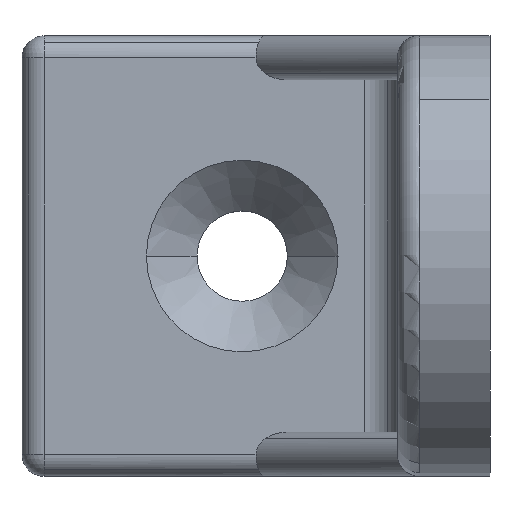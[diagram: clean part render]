
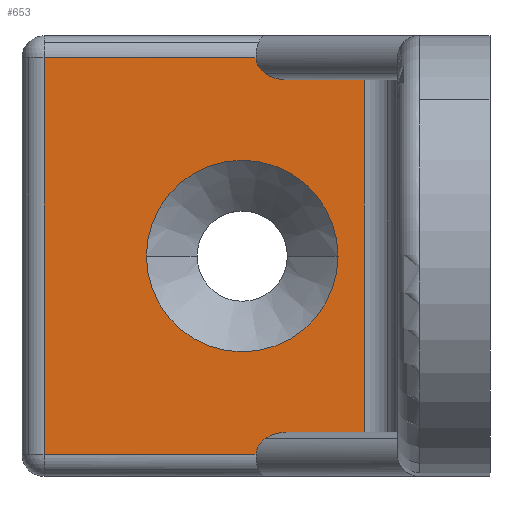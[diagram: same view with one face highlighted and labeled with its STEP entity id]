
A CAD part, top view. The second image highlights one B-rep face of the part: STEP entity #653.
In plain terms, the highlighted planar face has unit normal (0, 0, 1).
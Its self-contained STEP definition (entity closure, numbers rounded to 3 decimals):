
#4 = EDGE_CURVE ( 'NONE', #1063, #1002, #478, .T. ) ;
#11 = CARTESIAN_POINT ( 'NONE',  ( -20.422, -16.586, 8.4 ) ) ;
#17 = EDGE_CURVE ( 'NONE', #123, #1295, #595, .T. ) ;
#49 = CARTESIAN_POINT ( 'NONE',  ( -18.422, -16., 8.4 ) ) ;
#58 = DIRECTION ( 'NONE',  ( -1., 0., 0. ) ) ;
#63 = DIRECTION ( 'NONE',  ( 0., -1., 0. ) ) ;
#76 = DIRECTION ( 'NONE',  ( 1., 0., 0. ) ) ;
#100 = ORIENTED_EDGE ( 'NONE', *, *, #887, .F. ) ;
#102 = AXIS2_PLACEMENT_3D ( 'NONE', #602, #915, #76 ) ;
#114 = CARTESIAN_POINT ( 'NONE',  ( -20.959, 16.966, 8.4 ) ) ;
#115 = ORIENTED_EDGE ( 'NONE', *, *, #1110, .T. ) ;
#123 = VERTEX_POINT ( 'NONE', #1240 ) ;
#136 = CARTESIAN_POINT ( 'NONE',  ( -20.422, -16.586, 8.4 ) ) ;
#148 = EDGE_LOOP ( 'NONE', ( #681, #434, #100, #1148, #1281, #115, #431, #905, #1074, #309 ) ) ;
#160 = DIRECTION ( 'NONE',  ( 1., 0., 0. ) ) ;
#163 = CARTESIAN_POINT ( 'NONE',  ( -21.25, -18., 8.4 ) ) ;
#173 = ORIENTED_EDGE ( 'NONE', *, *, #578, .F. ) ;
#230 = CIRCLE ( 'NONE', #476, 8.7 ) ;
#235 = CARTESIAN_POINT ( 'NONE',  ( -18.422, -16., 8.4 ) ) ;
#252 = VERTEX_POINT ( 'NONE', #492 ) ;
#258 = CARTESIAN_POINT ( 'NONE',  ( -18.422, 16., 8.4 ) ) ;
#286 = EDGE_CURVE ( 'NONE', #252, #484, #677, .T. ) ;
#294 = DIRECTION ( 'NONE',  ( 1., 0., 0. ) ) ;
#308 = VECTOR ( 'NONE', #63, 1000. ) ;
#309 = ORIENTED_EDGE ( 'NONE', *, *, #1290, .F. ) ;
#323 = CARTESIAN_POINT ( 'NONE',  ( -21.25, 18., 8.4 ) ) ;
#344 = AXIS2_PLACEMENT_3D ( 'NONE', #606, #1244, #294 ) ;
#355 = VERTEX_POINT ( 'NONE', #235 ) ;
#356 = EDGE_CURVE ( 'NONE', #1358, #252, #762, .T. ) ;
#361 = CARTESIAN_POINT ( 'NONE',  ( -11.4, 16., 8.4 ) ) ;
#386 = CIRCLE ( 'NONE', #102, 8.7 ) ;
#424 = LINE ( 'NONE', #361, #1229 ) ;
#430 = DIRECTION ( 'NONE',  ( 0., 0., 1. ) ) ;
#431 = ORIENTED_EDGE ( 'NONE', *, *, #838, .F. ) ;
#434 = ORIENTED_EDGE ( 'NONE', *, *, #356, .F. ) ;
#439 = CARTESIAN_POINT ( 'NONE',  ( -19.884, 16.206, 8.4 ) ) ;
#450 = VERTEX_POINT ( 'NONE', #258 ) ;
#457 = FACE_OUTER_BOUND ( 'NONE', #148, .T. ) ;
#476 = AXIS2_PLACEMENT_3D ( 'NONE', #975, #430, #1378 ) ;
#478 =( BOUNDED_CURVE ( )  B_SPLINE_CURVE ( 3, ( #323, #673, #114, #870 ),
 .UNSPECIFIED., .F., .F. ) 
 B_SPLINE_CURVE_WITH_KNOTS ( ( 4, 4 ),
 ( 0., 0.785 ),
 .UNSPECIFIED. ) 
 CURVE ( )  GEOMETRIC_REPRESENTATION_ITEM ( )  RATIONAL_B_SPLINE_CURVE ( ( 1., 0.949, 0.949, 1. ) ) 
 REPRESENTATION_ITEM ( '' )  );
#482 = CARTESIAN_POINT ( 'NONE',  ( -40.5, -18., 8.4 ) ) ;
#484 = VERTEX_POINT ( 'NONE', #482 ) ;
#492 = CARTESIAN_POINT ( 'NONE',  ( -21.25, -18., 8.4 ) ) ;
#539 = CARTESIAN_POINT ( 'NONE',  ( -18.422, 16., 8.4 ) ) ;
#545 = CARTESIAN_POINT ( 'NONE',  ( -19.182, 16., 8.4 ) ) ;
#570 = CARTESIAN_POINT ( 'NONE',  ( -13.8, 0., 8.4 ) ) ;
#578 = EDGE_CURVE ( 'NONE', #767, #994, #386, .T. ) ;
#595 = LINE ( 'NONE', #717, #308 ) ;
#596 = EDGE_CURVE ( 'NONE', #1135, #1063, #1018, .T. ) ;
#602 = CARTESIAN_POINT ( 'NONE',  ( -22.5, 0., 8.4 ) ) ;
#604 = VECTOR ( 'NONE', #160, 1000. ) ;
#606 = CARTESIAN_POINT ( 'NONE',  ( -21.25, 0., 8.4 ) ) ;
#653 = ADVANCED_FACE ( 'NONE', ( #457, #1247 ), #822, .T. ) ;
#657 = CARTESIAN_POINT ( 'NONE',  ( -19.182, -16., 8.4 ) ) ;
#669 = CARTESIAN_POINT ( 'NONE',  ( -21.25, 18., 8.4 ) ) ;
#673 = CARTESIAN_POINT ( 'NONE',  ( -21.25, 17.462, 8.4 ) ) ;
#677 = LINE ( 'NONE', #163, #955 ) ;
#681 = ORIENTED_EDGE ( 'NONE', *, *, #286, .F. ) ;
#687 = DIRECTION ( 'NONE',  ( -1., 0., 0. ) ) ;
#717 = CARTESIAN_POINT ( 'NONE',  ( -11.4, 16., 8.4 ) ) ;
#762 =( BOUNDED_CURVE ( )  B_SPLINE_CURVE ( 3, ( #136, #979, #1185, #872 ),
 .UNSPECIFIED., .F., .F. ) 
 B_SPLINE_CURVE_WITH_KNOTS ( ( 4, 4 ),
 ( 5.498, 6.283 ),
 .UNSPECIFIED. ) 
 CURVE ( )  GEOMETRIC_REPRESENTATION_ITEM ( )  RATIONAL_B_SPLINE_CURVE ( ( 1., 0.949, 0.949, 1. ) ) 
 REPRESENTATION_ITEM ( '' )  );
#767 = VERTEX_POINT ( 'NONE', #1260 ) ;
#784 = CARTESIAN_POINT ( 'NONE',  ( -40.5, 18., 8.4 ) ) ;
#800 = CARTESIAN_POINT ( 'NONE',  ( -11.4, -16., 8.4 ) ) ;
#822 = PLANE ( 'NONE',  #344 ) ;
#838 = EDGE_CURVE ( 'NONE', #1002, #450, #1151, .T. ) ;
#841 = CARTESIAN_POINT ( 'NONE',  ( -18.422, -16., 8.4 ) ) ;
#857 = LINE ( 'NONE', #1031, #894 ) ;
#862 = CARTESIAN_POINT ( 'NONE',  ( -19.884, -16.206, 8.4 ) ) ;
#870 = CARTESIAN_POINT ( 'NONE',  ( -20.422, 16.586, 8.4 ) ) ;
#872 = CARTESIAN_POINT ( 'NONE',  ( -21.25, -18., 8.4 ) ) ;
#887 = EDGE_CURVE ( 'NONE', #355, #1358, #908, .T. ) ;
#894 = VECTOR ( 'NONE', #1136, 1000. ) ;
#900 = ORIENTED_EDGE ( 'NONE', *, *, #957, .F. ) ;
#905 = ORIENTED_EDGE ( 'NONE', *, *, #4, .F. ) ;
#908 =( BOUNDED_CURVE ( )  B_SPLINE_CURVE ( 3, ( #841, #657, #862, #11 ),
 .UNSPECIFIED., .F., .F. ) 
 B_SPLINE_CURVE_WITH_KNOTS ( ( 4, 4 ),
 ( 4.712, 5.498 ),
 .UNSPECIFIED. ) 
 CURVE ( )  GEOMETRIC_REPRESENTATION_ITEM ( )  RATIONAL_B_SPLINE_CURVE ( ( 1., 0.949, 0.949, 1. ) ) 
 REPRESENTATION_ITEM ( '' )  );
#915 = DIRECTION ( 'NONE',  ( 0., 0., 1. ) ) ;
#916 = VECTOR ( 'NONE', #1025, 1000. ) ;
#931 = CARTESIAN_POINT ( 'NONE',  ( -20.422, -16.586, 8.4 ) ) ;
#950 = LINE ( 'NONE', #49, #604 ) ;
#955 = VECTOR ( 'NONE', #58, 1000. ) ;
#957 = EDGE_CURVE ( 'NONE', #994, #767, #230, .T. ) ;
#975 = CARTESIAN_POINT ( 'NONE',  ( -22.5, 0., 8.4 ) ) ;
#979 = CARTESIAN_POINT ( 'NONE',  ( -20.959, -16.966, 8.4 ) ) ;
#991 = CARTESIAN_POINT ( 'NONE',  ( -20.422, 16.586, 8.4 ) ) ;
#994 = VERTEX_POINT ( 'NONE', #570 ) ;
#1002 = VERTEX_POINT ( 'NONE', #991 ) ;
#1018 = LINE ( 'NONE', #1131, #916 ) ;
#1025 = DIRECTION ( 'NONE',  ( 1., 0., 0. ) ) ;
#1031 = CARTESIAN_POINT ( 'NONE',  ( -40.5, -18., 8.4 ) ) ;
#1063 = VERTEX_POINT ( 'NONE', #669 ) ;
#1074 = ORIENTED_EDGE ( 'NONE', *, *, #596, .F. ) ;
#1110 = EDGE_CURVE ( 'NONE', #123, #450, #424, .T. ) ;
#1131 = CARTESIAN_POINT ( 'NONE',  ( -40.5, 18., 8.4 ) ) ;
#1135 = VERTEX_POINT ( 'NONE', #784 ) ;
#1136 = DIRECTION ( 'NONE',  ( 0., 1., 0. ) ) ;
#1148 = ORIENTED_EDGE ( 'NONE', *, *, #1186, .T. ) ;
#1151 =( BOUNDED_CURVE ( )  B_SPLINE_CURVE ( 3, ( #1167, #439, #545, #539 ),
 .UNSPECIFIED., .F., .F. ) 
 B_SPLINE_CURVE_WITH_KNOTS ( ( 4, 4 ),
 ( 0.785, 1.571 ),
 .UNSPECIFIED. ) 
 CURVE ( )  GEOMETRIC_REPRESENTATION_ITEM ( )  RATIONAL_B_SPLINE_CURVE ( ( 1., 0.949, 0.949, 1. ) ) 
 REPRESENTATION_ITEM ( '' )  );
#1167 = CARTESIAN_POINT ( 'NONE',  ( -20.422, 16.586, 8.4 ) ) ;
#1185 = CARTESIAN_POINT ( 'NONE',  ( -21.25, -17.462, 8.4 ) ) ;
#1186 = EDGE_CURVE ( 'NONE', #355, #1295, #950, .T. ) ;
#1229 = VECTOR ( 'NONE', #687, 1000. ) ;
#1238 = EDGE_LOOP ( 'NONE', ( #900, #173 ) ) ;
#1240 = CARTESIAN_POINT ( 'NONE',  ( -11.4, 16., 8.4 ) ) ;
#1244 = DIRECTION ( 'NONE',  ( 0., 0., 1. ) ) ;
#1247 = FACE_BOUND ( 'NONE', #1238, .T. ) ;
#1260 = CARTESIAN_POINT ( 'NONE',  ( -31.2, 0., 8.4 ) ) ;
#1281 = ORIENTED_EDGE ( 'NONE', *, *, #17, .F. ) ;
#1290 = EDGE_CURVE ( 'NONE', #484, #1135, #857, .T. ) ;
#1295 = VERTEX_POINT ( 'NONE', #800 ) ;
#1358 = VERTEX_POINT ( 'NONE', #931 ) ;
#1378 = DIRECTION ( 'NONE',  ( 1., 0., 0. ) ) ;
